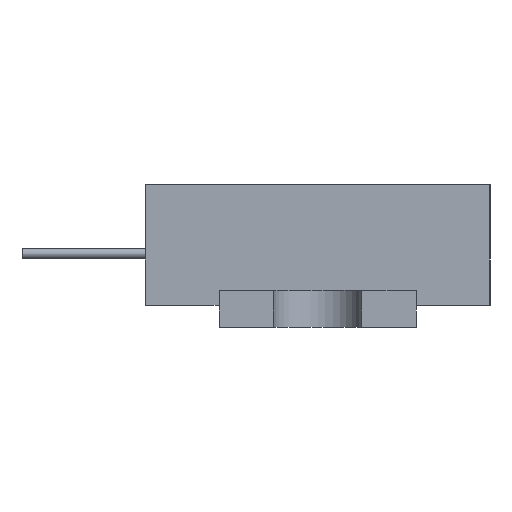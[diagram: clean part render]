
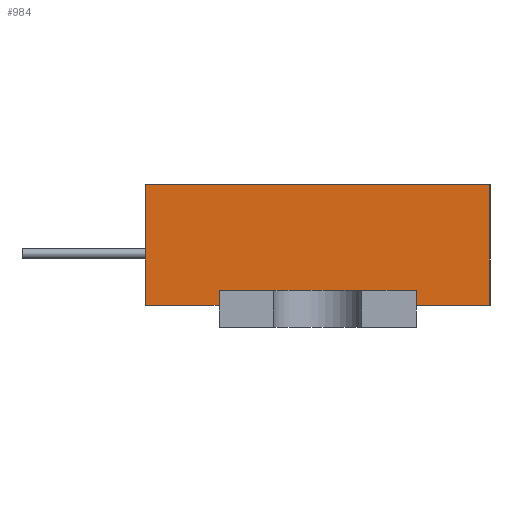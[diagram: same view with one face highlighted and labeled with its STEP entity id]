
A CAD part, left-side view. The second image highlights one B-rep face of the part: STEP entity #984.
In plain terms, the highlighted planar face has unit normal (-1, 0, 0).
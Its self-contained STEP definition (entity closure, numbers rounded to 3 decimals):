
#984=ADVANCED_FACE('',(#1971),#1973,.T.);
#1971=FACE_BOUND('',#1972,.T.);
#1972=EDGE_LOOP('',(#2860,#2861,#2862,#2863,#2864,#2865,#2866,#2867));
#1973=PLANE('',#1974);
#1974=AXIS2_PLACEMENT_3D('',#1975,#1976,#1977);
#1975=CARTESIAN_POINT('',(-17.5,7.,0.9));
#1976=DIRECTION('',(-1.,0.,0.));
#1977=DIRECTION('',(0.,-1.,0.));
#2860=ORIENTED_EDGE('',*,*,#3379,.T.);
#2861=ORIENTED_EDGE('',*,*,#3380,.T.);
#2862=ORIENTED_EDGE('',*,*,#3381,.T.);
#2863=ORIENTED_EDGE('',*,*,#3382,.T.);
#2864=ORIENTED_EDGE('',*,*,#3078,.F.);
#2865=ORIENTED_EDGE('',*,*,#3383,.F.);
#2866=ORIENTED_EDGE('',*,*,#3384,.T.);
#2867=ORIENTED_EDGE('',*,*,#3385,.T.);
#3078=EDGE_CURVE('',#3447,#3448,#3449,.T.);
#3379=EDGE_CURVE('',#3948,#3949,#3950,.T.);
#3380=EDGE_CURVE('',#3949,#3951,#3952,.T.);
#3381=EDGE_CURVE('',#3951,#3953,#3954,.T.);
#3382=EDGE_CURVE('',#3953,#3448,#3955,.T.);
#3383=EDGE_CURVE('',#3956,#3447,#3957,.T.);
#3384=EDGE_CURVE('',#3956,#3958,#3959,.T.);
#3385=EDGE_CURVE('',#3958,#3948,#3960,.T.);
#3447=VERTEX_POINT('',#4068);
#3448=VERTEX_POINT('',#4069);
#3449=LINE('',#4070,#4071);
#3948=VERTEX_POINT('',#5201);
#3949=VERTEX_POINT('',#5202);
#3950=LINE('',#5203,#5204);
#3951=VERTEX_POINT('',#5206);
#3952=LINE('',#5207,#5208);
#3953=VERTEX_POINT('',#5210);
#3954=LINE('',#5211,#5212);
#3955=LINE('',#5214,#5215);
#3956=VERTEX_POINT('',#5217);
#3957=LINE('',#5218,#5219);
#3958=VERTEX_POINT('',#5221);
#3959=LINE('',#5222,#5223);
#3960=LINE('',#5225,#5226);
#4068=CARTESIAN_POINT('',(-17.5,7.,5.8));
#4069=CARTESIAN_POINT('',(-17.5,-7.,5.8));
#4070=CARTESIAN_POINT('',(-17.5,7.,5.8));
#4071=VECTOR('',#4072,1.);
#4072=DIRECTION('',(0.,-1.,0.));
#5201=CARTESIAN_POINT('',(-17.5,4.,1.5));
#5202=CARTESIAN_POINT('',(-17.5,-4.,1.5));
#5203=CARTESIAN_POINT('',(-17.5,4.,1.5));
#5204=VECTOR('',#5205,1.);
#5205=DIRECTION('',(0.,-1.,0.));
#5206=CARTESIAN_POINT('',(-17.5,-4.,0.9));
#5207=CARTESIAN_POINT('',(-17.5,-4.,1.5));
#5208=VECTOR('',#5209,1.);
#5209=DIRECTION('',(0.,0.,-1.));
#5210=CARTESIAN_POINT('',(-17.5,-7.,0.9));
#5211=CARTESIAN_POINT('',(-17.5,-4.,0.9));
#5212=VECTOR('',#5213,1.);
#5213=DIRECTION('',(0.,-1.,0.));
#5214=CARTESIAN_POINT('',(-17.5,-7.,0.9));
#5215=VECTOR('',#5216,1.);
#5216=DIRECTION('',(0.,0.,1.));
#5217=CARTESIAN_POINT('',(-17.5,7.,0.9));
#5218=CARTESIAN_POINT('',(-17.5,7.,0.9));
#5219=VECTOR('',#5220,1.);
#5220=DIRECTION('',(0.,0.,1.));
#5221=CARTESIAN_POINT('',(-17.5,4.,0.9));
#5222=CARTESIAN_POINT('',(-17.5,7.,0.9));
#5223=VECTOR('',#5224,1.);
#5224=DIRECTION('',(0.,-1.,0.));
#5225=CARTESIAN_POINT('',(-17.5,4.,0.9));
#5226=VECTOR('',#5227,1.);
#5227=DIRECTION('',(0.,0.,1.));
